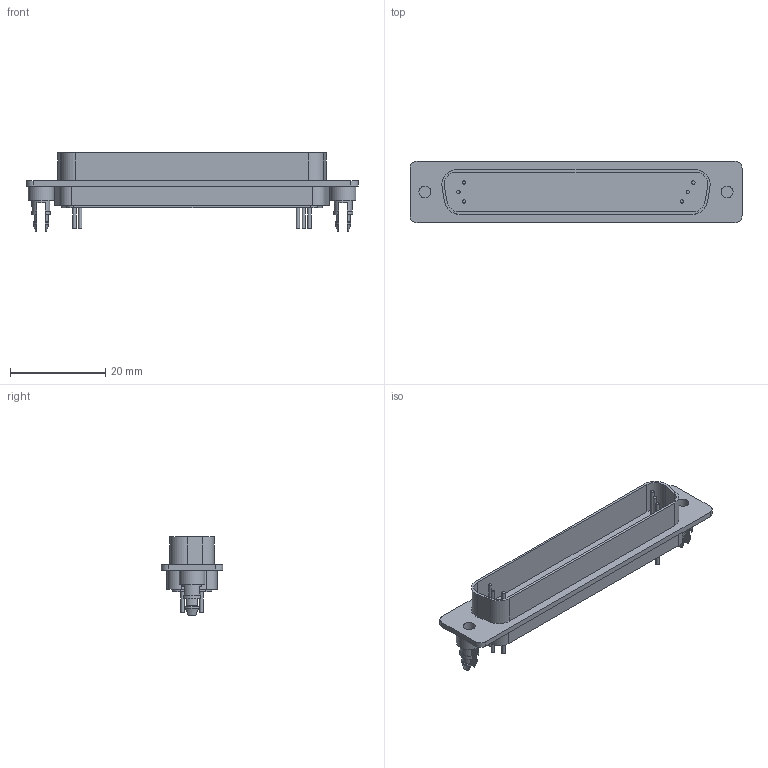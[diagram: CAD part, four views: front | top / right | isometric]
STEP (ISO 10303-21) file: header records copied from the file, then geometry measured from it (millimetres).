
FILE_DESCRIPTION(/* description */ (''),/* implementation_level */ '2;1');
FILE_NAME(/* name */ '100222363ugm000_a.stp',/* time_stamp */ '2014-04-09T16:02:59+02:00',/* author */ (''),/* organization */ (''),/* preprocessor_version */ 'ST-DEVELOPER v15',/* originating_system */ 'SIEMENS PLM Software NX 8.5',/* authorisation */ '');
FILE_SCHEMA (('AUTOMOTIVE_DESIGN { 1 0 10303 214 3 1 1 1 }'));
Length unit declared in the file: millimetre
Products named in the file (1): 100222363ugm000_a
Bounding box: 69.8 x 12.93 x 16.49 mm (x, y, z)
Volume: 3686.8 mm3; surface area: 4630.4 mm2
Topology: 1 solids, 1 shells, 118 faces, 348 edges, 458 vertices
Faces by surface type: plane 60, cylinder 50, cone 8
Full cylindrical faces by diameter (mm): 0.7 x12, 2.52 x2, 3.786 x2, 5.43 x2
Entity records: 5481 total; most frequent: CARTESIAN_POINT 841, DIRECTION 684, ORIENTED_EDGE 556, PRESENTATION_STYLE_ASSIGNMENT 305, EDGE_CURVE 278, AXIS2_PLACEMENT_3D 245, STYLED_ITEM 211, VERTEX_POINT 202
